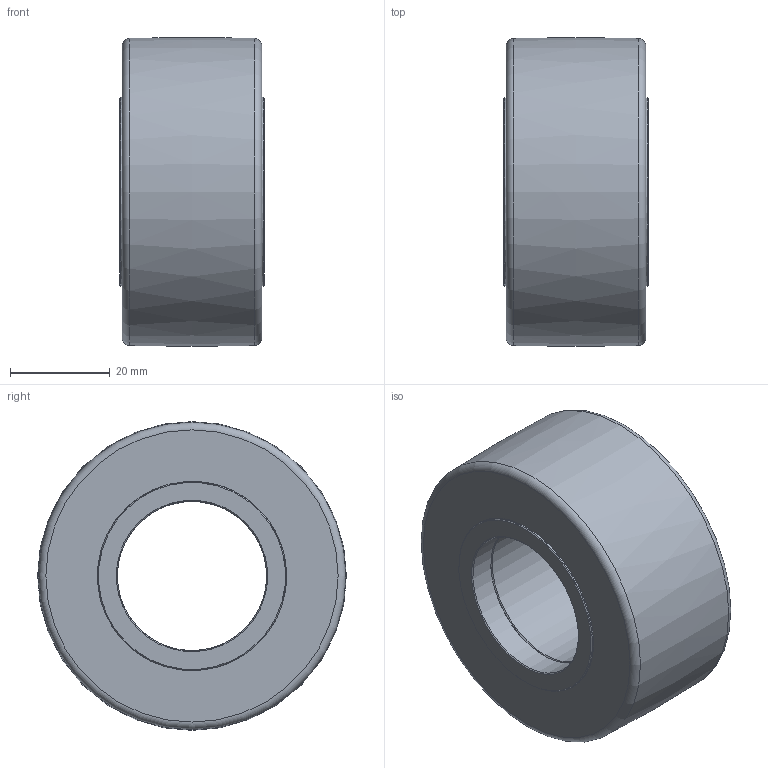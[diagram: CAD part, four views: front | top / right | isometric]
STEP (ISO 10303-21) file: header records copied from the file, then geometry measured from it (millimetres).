
FILE_DESCRIPTION(/* description */ ('-'),/* implementation_level */ '2;1');
FILE_NAME(/* name */ 'ALFATEC_SR030-062.stp',/* time_stamp */ '2022-07-07T13:31:15+02:00',/* author */ ('seider'),/* organization */ (''),/* preprocessor_version */ 'ST-DEVELOPER v18.1',/* originating_system */ 'Autodesk Inventor 2020',/* authorisation */ '');
FILE_SCHEMA (('AUTOMOTIVE_DESIGN { 1 0 10303 214 3 1 1 }'));
Length unit declared in the file: millimetre
Products named in the file (1): SR 030.062_Kontur
Bounding box: 29 x 62 x 61.98 mm (x, y, z)
Volume: 56476.8 mm3; surface area: 26886.9 mm2
Topology: 1 solids, 1 shells, 228 faces, 871 edges, 512 vertices
Faces by surface type: plane 80, cylinder 67, torus 66, cone 14, bspline 1
Full cylindrical faces by diameter (mm): 2.5 x1, 6.5 x16, 30 x3, 38 x4, 40.666 x2, 42.238 x2, 43.65 x3, 48.17 x2
Entity records: 10445 total; most frequent: DIRECTION 2136, ORIENTED_EDGE 1834, CARTESIAN_POINT 1752, AXIS2_PLACEMENT_3D 995, EDGE_CURVE 917, CIRCLE 767, VERTEX_POINT 512, EDGE_LOOP 245
